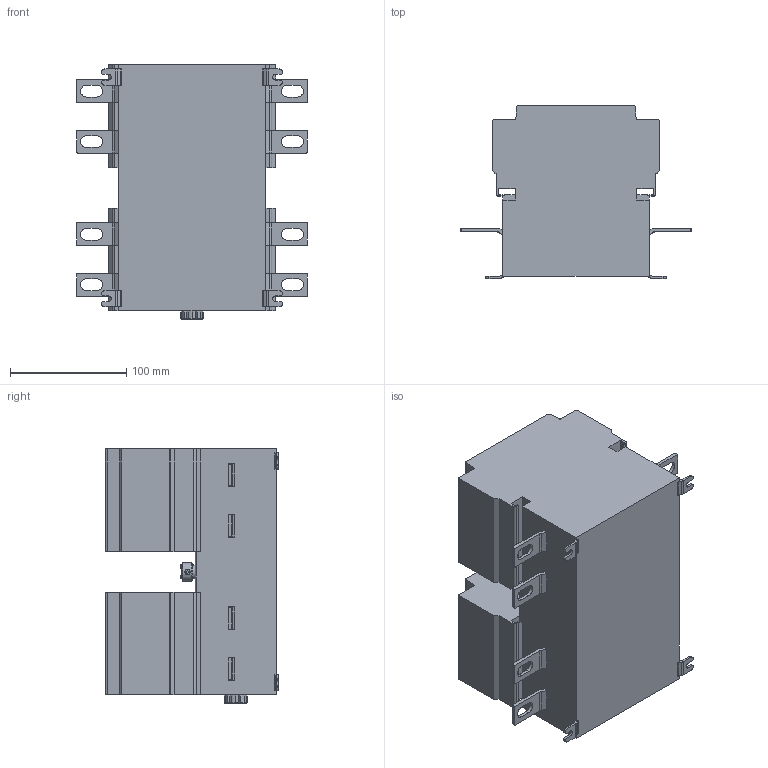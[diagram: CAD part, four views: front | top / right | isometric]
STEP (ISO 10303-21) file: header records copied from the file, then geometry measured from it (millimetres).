
FILE_DESCRIPTION((''),'2;1');
FILE_NAME('STP_OS200DZ22F','2024-07-03T14:10:04',('FIRARAN'),(''),'CREO PARAMETRIC BY PTC INC, 2022364','CREO PARAMETRIC BY PTC INC, 2022364','');
FILE_SCHEMA(('AUTOMOTIVE_DESIGN { 1 0 10303 214 1 1 1 1 }'));
Length unit declared in the file: millimetre
Products named in the file (1): STP_OS200DZ22F
Bounding box: 198.52 x 149.2 x 219 mm (x, y, z)
Volume: 3700981 mm3; surface area: 204151.8 mm2
Topology: 1 solids, 1 shells, 447 faces, 1264 edges, 831 vertices
Faces by surface type: plane 255, cylinder 142, cone 30, bspline 20
Entity records: 19823 total; most frequent: CARTESIAN_POINT 4640, ORIENTED_EDGE 2520, DIRECTION 2314, EDGE_CURVE 1260, VERTEX_POINT 831, VECTOR 821, LINE 821, AXIS2_PLACEMENT_3D 745
